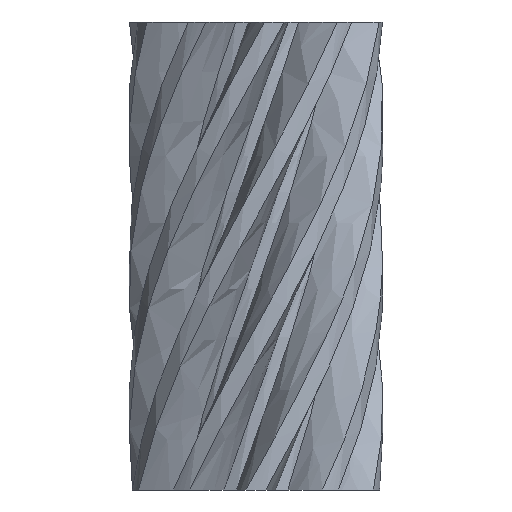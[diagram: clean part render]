
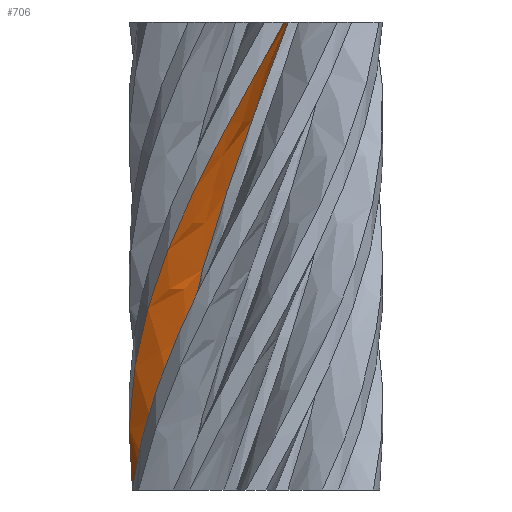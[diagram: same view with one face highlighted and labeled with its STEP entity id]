
A CAD part, front view. The second image highlights one B-rep face of the part: STEP entity #706.
In plain terms, the highlighted free-form (B-spline) face has degree [3, 3] with [4, 6] control points.
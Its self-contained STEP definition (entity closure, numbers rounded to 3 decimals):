
#52=FACE_OUTER_BOUND('',#94,.T.);
#94=EDGE_LOOP('',(#451,#452,#453,#454));
#142=B_SPLINE_CURVE_WITH_KNOTS('',3,(#1030,#1031,#1032,#1033,#1034,#1035),
 .UNSPECIFIED.,.F.,.F.,(4,1,1,4),(0.,0.869,1.449,
2.029),.UNSPECIFIED.);
#148=B_SPLINE_CURVE_WITH_KNOTS('',3,(#1116,#1117,#1118,#1119),
 .UNSPECIFIED.,.F.,.F.,(4,4),(0.,0.121),.UNSPECIFIED.);
#149=B_SPLINE_CURVE_WITH_KNOTS('',3,(#1121,#1122,#1123,#1124,#1125,#1126,
#1127),.UNSPECIFIED.,.F.,.F.,(4,3,4),(0.,1.042,2.029),
 .UNSPECIFIED.);
#150=B_SPLINE_CURVE_WITH_KNOTS('',3,(#1128,#1129,#1130,#1131),
 .UNSPECIFIED.,.F.,.F.,(4,4),(0.,0.444),
 .UNSPECIFIED.);
#239=VERTEX_POINT('',#1021);
#241=VERTEX_POINT('',#1029);
#245=VERTEX_POINT('',#1115);
#246=VERTEX_POINT('',#1120);
#322=EDGE_CURVE('',#241,#239,#142,.T.);
#328=EDGE_CURVE('',#245,#239,#148,.T.);
#329=EDGE_CURVE('',#246,#245,#149,.T.);
#330=EDGE_CURVE('',#241,#246,#150,.T.);
#451=ORIENTED_EDGE('',*,*,#328,.F.);
#452=ORIENTED_EDGE('',*,*,#329,.F.);
#453=ORIENTED_EDGE('',*,*,#330,.F.);
#454=ORIENTED_EDGE('',*,*,#322,.T.);
#676=B_SPLINE_SURFACE_WITH_KNOTS('',3,3,((#1091,#1092,#1093,#1094,#1095,
#1096),(#1097,#1098,#1099,#1100,#1101,#1102),(#1103,#1104,#1105,#1106,#1107,
#1108),(#1109,#1110,#1111,#1112,#1113,#1114)),.UNSPECIFIED.,.F.,.F.,.F.,
(4,4),(4,1,1,4),(0.,0.444),(0.,0.869,
1.449,2.029),.UNSPECIFIED.);
#706=ADVANCED_FACE('',(#52),#676,.F.);
#1021=CARTESIAN_POINT('',(0.79,-1.982,12.));
#1029=CARTESIAN_POINT('',(-2.127,0.167,0.));
#1030=CARTESIAN_POINT('Ctrl Pts',(-2.127,0.167,0.));
#1031=CARTESIAN_POINT('Ctrl Pts',(-2.175,-0.449,1.714));
#1032=CARTESIAN_POINT('Ctrl Pts',(-1.781,-1.504,4.571));
#1033=CARTESIAN_POINT('Ctrl Pts',(-0.447,-2.211,8.571));
#1034=CARTESIAN_POINT('Ctrl Pts',(0.407,-2.134,10.857));
#1035=CARTESIAN_POINT('Ctrl Pts',(0.79,-1.982,12.));
#1091=CARTESIAN_POINT('Ctrl Pts',(-2.127,0.167,0.));
#1092=CARTESIAN_POINT('Ctrl Pts',(-2.175,-0.449,1.714));
#1093=CARTESIAN_POINT('Ctrl Pts',(-1.781,-1.504,4.571));
#1094=CARTESIAN_POINT('Ctrl Pts',(-0.447,-2.211,
8.571));
#1095=CARTESIAN_POINT('Ctrl Pts',(0.407,-2.134,10.857));
#1096=CARTESIAN_POINT('Ctrl Pts',(0.79,-1.982,12.));
#1097=CARTESIAN_POINT('Ctrl Pts',(-2.512,0.285,0.));
#1098=CARTESIAN_POINT('Ctrl Pts',(-2.595,-0.443,
1.714));
#1099=CARTESIAN_POINT('Ctrl Pts',(-2.17,-1.709,4.571));
#1100=CARTESIAN_POINT('Ctrl Pts',(-0.619,-2.6,8.571));
#1101=CARTESIAN_POINT('Ctrl Pts',(0.395,-2.545,10.857));
#1102=CARTESIAN_POINT('Ctrl Pts',(0.855,-2.379,12.));
#1103=CARTESIAN_POINT('Ctrl Pts',(-2.871,0.489,0.));
#1104=CARTESIAN_POINT('Ctrl Pts',(-3.012,-0.343,
1.714));
#1105=CARTESIAN_POINT('Ctrl Pts',(-2.606,-1.826,4.571));
#1106=CARTESIAN_POINT('Ctrl Pts',(-0.88,-2.951,
8.571));
#1107=CARTESIAN_POINT('Ctrl Pts',(0.291,-2.952,10.857));
#1108=CARTESIAN_POINT('Ctrl Pts',(0.83,-2.791,12.));
#1109=CARTESIAN_POINT('Ctrl Pts',(-3.168,0.761,0.));
#1110=CARTESIAN_POINT('Ctrl Pts',(-3.389,-0.158,
1.714));
#1111=CARTESIAN_POINT('Ctrl Pts',(-3.045,-1.844,4.571));
#1112=CARTESIAN_POINT('Ctrl Pts',(-1.203,-3.228,8.571));
#1113=CARTESIAN_POINT('Ctrl Pts',(0.104,-3.317,10.857));
#1114=CARTESIAN_POINT('Ctrl Pts',(0.718,-3.178,12.));
#1115=CARTESIAN_POINT('',(0.718,-3.178,12.));
#1116=CARTESIAN_POINT('Ctrl Pts',(0.718,-3.178,12.));
#1117=CARTESIAN_POINT('Ctrl Pts',(0.83,-2.791,12.));
#1118=CARTESIAN_POINT('Ctrl Pts',(0.855,-2.379,12.));
#1119=CARTESIAN_POINT('Ctrl Pts',(0.79,-1.982,12.));
#1120=CARTESIAN_POINT('',(-3.168,0.761,0.));
#1121=CARTESIAN_POINT('Ctrl Pts',(-3.168,0.761,0.));
#1122=CARTESIAN_POINT('Ctrl Pts',(-3.433,-0.34,
2.055));
#1123=CARTESIAN_POINT('Ctrl Pts',(-3.072,-1.569,4.11));
#1124=CARTESIAN_POINT('Ctrl Pts',(-2.255,-2.352,6.165));
#1125=CARTESIAN_POINT('Ctrl Pts',(-1.481,-3.094,8.11));
#1126=CARTESIAN_POINT('Ctrl Pts',(-0.327,-3.414,10.056));
#1127=CARTESIAN_POINT('Ctrl Pts',(0.718,-3.178,12.));
#1128=CARTESIAN_POINT('Ctrl Pts',(-2.127,0.167,0.));
#1129=CARTESIAN_POINT('Ctrl Pts',(-2.512,0.285,0.));
#1130=CARTESIAN_POINT('Ctrl Pts',(-2.871,0.489,0.));
#1131=CARTESIAN_POINT('Ctrl Pts',(-3.168,0.761,0.));
